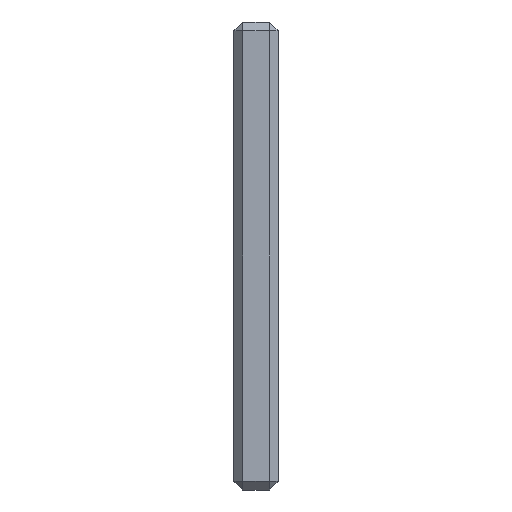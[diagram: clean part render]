
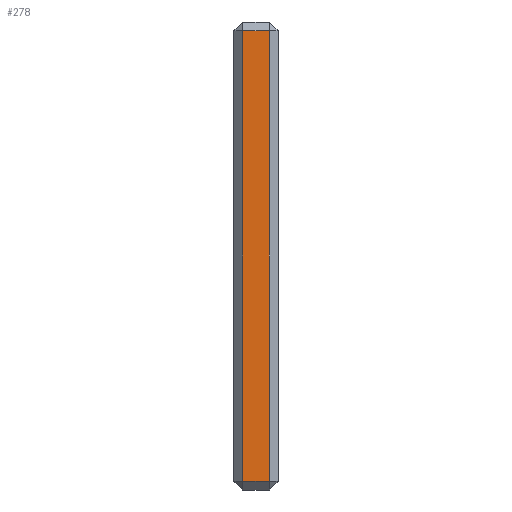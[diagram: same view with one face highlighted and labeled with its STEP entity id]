
A CAD part, left-side view. The second image highlights one B-rep face of the part: STEP entity #278.
In plain terms, the highlighted planar face has unit normal (-1, 0, 0).
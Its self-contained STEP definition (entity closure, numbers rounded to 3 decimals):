
#82 = EDGE_CURVE ( 'NONE', #93, #219, #617, .T. ) ;
#92 = ORIENTED_EDGE ( 'NONE', *, *, #97, .T. ) ;
#93 = VERTEX_POINT ( 'NONE', #707 ) ;
#94 = ORIENTED_EDGE ( 'NONE', *, *, #246, .T. ) ;
#95 = EDGE_CURVE ( 'NONE', #96, #247, #706, .T. ) ;
#96 = VERTEX_POINT ( 'NONE', #734 ) ;
#97 = EDGE_CURVE ( 'NONE', #219, #96, #848, .T. ) ;
#219 = VERTEX_POINT ( 'NONE', #859 ) ;
#222 = ORIENTED_EDGE ( 'NONE', *, *, #82, .T. ) ;
#246 = EDGE_CURVE ( 'NONE', #247, #93, #950, .T. ) ;
#247 = VERTEX_POINT ( 'NONE', #951 ) ;
#268 = EDGE_LOOP ( 'NONE', ( #275, #94, #222, #92 ) ) ;
#275 = ORIENTED_EDGE ( 'NONE', *, *, #95, .T. ) ;
#278 = ADVANCED_FACE ( 'NONE', ( #1017 ), #981, .F. ) ;
#614 = DIRECTION ( 'NONE',  ( 0., 0., -1. ) ) ;
#615 = VECTOR ( 'NONE', #614, 1000. ) ;
#616 = CARTESIAN_POINT ( 'NONE',  ( -596.041, 76.1, 15. ) ) ;
#617 = LINE ( 'NONE', #616, #615 ) ;
#703 = DIRECTION ( 'NONE',  ( 0., 0., 1. ) ) ;
#704 = VECTOR ( 'NONE', #703, 1000. ) ;
#705 = CARTESIAN_POINT ( 'NONE',  ( -596.041, -75.9, 15. ) ) ;
#706 = LINE ( 'NONE', #705, #704 ) ;
#707 = CARTESIAN_POINT ( 'NONE',  ( -596.041, 76.1, 12. ) ) ;
#734 = CARTESIAN_POINT ( 'NONE',  ( -596.041, -75.9, 3. ) ) ;
#846 = VECTOR ( 'NONE', #850, 1000. ) ;
#847 = CARTESIAN_POINT ( 'NONE',  ( -596.041, -78.9, 3. ) ) ;
#848 = LINE ( 'NONE', #847, #846 ) ;
#850 = DIRECTION ( 'NONE',  ( 0., -1., 0. ) ) ;
#859 = CARTESIAN_POINT ( 'NONE',  ( -596.041, 76.1, 3. ) ) ;
#946 = DIRECTION ( 'NONE',  ( 0., 1., 0. ) ) ;
#947 = VECTOR ( 'NONE', #946, 1000. ) ;
#949 = CARTESIAN_POINT ( 'NONE',  ( -596.041, -78.9, 12. ) ) ;
#950 = LINE ( 'NONE', #949, #947 ) ;
#951 = CARTESIAN_POINT ( 'NONE',  ( -596.041, -75.9, 12. ) ) ;
#977 = DIRECTION ( 'NONE',  ( 0., 0., -1. ) ) ;
#978 = DIRECTION ( 'NONE',  ( 1., 0., 0. ) ) ;
#979 = CARTESIAN_POINT ( 'NONE',  ( -596.041, -78.9, 15. ) ) ;
#980 = AXIS2_PLACEMENT_3D ( 'NONE', #979, #978, #977 ) ;
#981 = PLANE ( 'NONE',  #980 ) ;
#1017 = FACE_OUTER_BOUND ( 'NONE', #268, .T. ) ;
